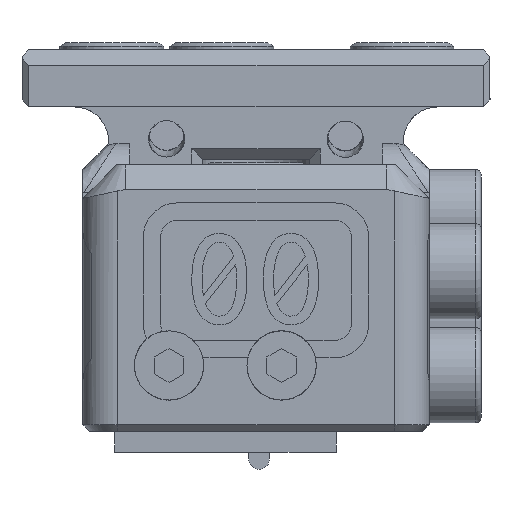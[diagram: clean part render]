
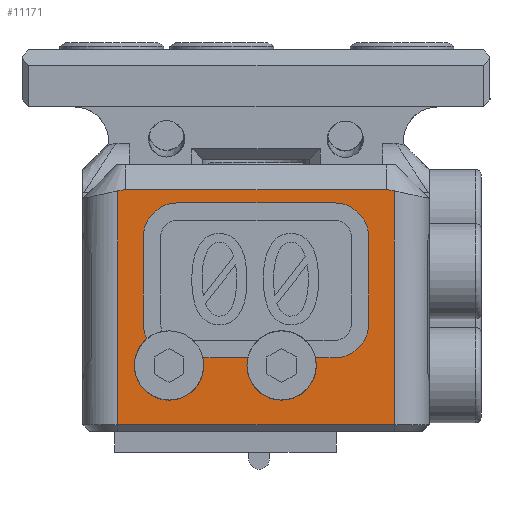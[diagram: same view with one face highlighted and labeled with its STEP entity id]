
A CAD part, front view. The second image highlights one B-rep face of the part: STEP entity #11171.
In plain terms, the highlighted face is planar.
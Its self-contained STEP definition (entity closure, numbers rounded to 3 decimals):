
#103=B_SPLINE_CURVE_WITH_KNOTS('',3,(#16408,#16409,#16410,#16411),
 .UNSPECIFIED.,.F.,.F.,(4,4),(0.,0.),.UNSPECIFIED.);
#104=B_SPLINE_CURVE_WITH_KNOTS('',3,(#16423,#16424,#16425,#16426),
 .UNSPECIFIED.,.F.,.F.,(4,4),(0.,0.),.UNSPECIFIED.);
#572=CIRCLE('',#11862,2.);
#579=CIRCLE('',#11872,2.);
#593=CIRCLE('',#11900,2.);
#594=CIRCLE('',#11903,2.);
#595=CIRCLE('',#11906,2.);
#596=CIRCLE('',#11909,2.);
#2477=ORIENTED_EDGE('',*,*,#4466,.F.);
#2478=ORIENTED_EDGE('',*,*,#4577,.F.);
#2479=ORIENTED_EDGE('',*,*,#4579,.F.);
#2480=ORIENTED_EDGE('',*,*,#4581,.F.);
#2481=ORIENTED_EDGE('',*,*,#4583,.T.);
#2482=ORIENTED_EDGE('',*,*,#4585,.F.);
#2483=ORIENTED_EDGE('',*,*,#4587,.T.);
#2484=ORIENTED_EDGE('',*,*,#4590,.F.);
#2485=ORIENTED_EDGE('',*,*,#4933,.F.);
#2486=ORIENTED_EDGE('',*,*,#4477,.F.);
#2487=ORIENTED_EDGE('',*,*,#4576,.F.);
#2488=ORIENTED_EDGE('',*,*,#4569,.T.);
#2489=ORIENTED_EDGE('',*,*,#4432,.T.);
#2490=ORIENTED_EDGE('',*,*,#4566,.T.);
#2491=ORIENTED_EDGE('',*,*,#4493,.T.);
#2492=ORIENTED_EDGE('',*,*,#4490,.T.);
#2493=ORIENTED_EDGE('',*,*,#4487,.F.);
#4432=EDGE_CURVE('',#5922,#5921,#6986,.T.);
#4466=EDGE_CURVE('',#5947,#5948,#572,.T.);
#4477=EDGE_CURVE('',#5958,#5959,#579,.T.);
#4487=EDGE_CURVE('',#5967,#5965,#103,.T.);
#4490=EDGE_CURVE('',#5968,#5965,#7016,.T.);
#4493=EDGE_CURVE('',#5972,#5968,#104,.T.);
#4566=EDGE_CURVE('',#5921,#5972,#7033,.T.);
#4569=EDGE_CURVE('',#5967,#5922,#7036,.T.);
#4576=EDGE_CURVE('',#5948,#5958,#7041,.T.);
#4577=EDGE_CURVE('',#6045,#5947,#593,.T.);
#4579=EDGE_CURVE('',#6046,#6045,#7043,.T.);
#4581=EDGE_CURVE('',#6047,#6046,#594,.T.);
#4583=EDGE_CURVE('',#6047,#6048,#7046,.T.);
#4585=EDGE_CURVE('',#6049,#6048,#595,.T.);
#4587=EDGE_CURVE('',#6049,#6050,#7049,.T.);
#4590=EDGE_CURVE('',#6051,#6050,#596,.T.);
#4933=EDGE_CURVE('',#5959,#6051,#7275,.T.);
#5921=VERTEX_POINT('',#16275);
#5922=VERTEX_POINT('',#16277);
#5947=VERTEX_POINT('',#16357);
#5948=VERTEX_POINT('',#16359);
#5958=VERTEX_POINT('',#16382);
#5959=VERTEX_POINT('',#16384);
#5965=VERTEX_POINT('',#16399);
#5967=VERTEX_POINT('',#16407);
#5968=VERTEX_POINT('',#16414);
#5972=VERTEX_POINT('',#16427);
#6045=VERTEX_POINT('',#16688);
#6046=VERTEX_POINT('',#16692);
#6047=VERTEX_POINT('',#16696);
#6048=VERTEX_POINT('',#16700);
#6049=VERTEX_POINT('',#16704);
#6050=VERTEX_POINT('',#16708);
#6051=VERTEX_POINT('',#16712);
#6986=LINE('',#16276,#8088);
#7016=LINE('',#16417,#8118);
#7033=LINE('',#16669,#8135);
#7036=LINE('',#16673,#8138);
#7041=LINE('',#16685,#8143);
#7043=LINE('',#16691,#8145);
#7046=LINE('',#16699,#8148);
#7049=LINE('',#16707,#8151);
#7275=LINE('',#17846,#8377);
#8088=VECTOR('',#13277,1000.);
#8118=VECTOR('',#13385,1000.);
#8135=VECTOR('',#13436,1000.);
#8138=VECTOR('',#13441,1000.);
#8143=VECTOR('',#13452,1000.);
#8145=VECTOR('',#13460,1000.);
#8148=VECTOR('',#13469,1000.);
#8151=VECTOR('',#13478,1000.);
#8377=VECTOR('',#14058,1000.);
#9331=EDGE_LOOP('',(#2477,#2478,#2479,#2480,#2481,#2482,#2483,#2484,#2485,
#2486,#2487));
#9332=EDGE_LOOP('',(#2488,#2489,#2490,#2491,#2492,#2493));
#10088=FACE_BOUND('',#9331,.T.);
#10089=FACE_BOUND('',#9332,.T.);
#10625=PLANE('',#12084);
#11171=ADVANCED_FACE('',(#10088,#10089),#10625,.F.);
#11862=AXIS2_PLACEMENT_3D('',#16358,#13341,#13342);
#11872=AXIS2_PLACEMENT_3D('',#16383,#13365,#13366);
#11900=AXIS2_PLACEMENT_3D('',#16687,#13455,#13456);
#11903=AXIS2_PLACEMENT_3D('',#16695,#13464,#13465);
#11906=AXIS2_PLACEMENT_3D('',#16703,#13473,#13474);
#11909=AXIS2_PLACEMENT_3D('',#16713,#13483,#13484);
#12084=AXIS2_PLACEMENT_3D('',#17845,#14056,#14057);
#13277=DIRECTION('',(-1.,0.,0.));
#13341=DIRECTION('',(0.,1.,0.));
#13342=DIRECTION('',(0.,0.,-1.));
#13365=DIRECTION('',(0.,1.,0.));
#13366=DIRECTION('',(0.,0.,-1.));
#13385=DIRECTION('',(1.,0.,0.));
#13436=DIRECTION('',(0.,0.,1.));
#13441=DIRECTION('',(0.,0.,-1.));
#13452=DIRECTION('',(-1.,0.,0.));
#13455=DIRECTION('',(0.,1.,0.));
#13456=DIRECTION('',(-1.,0.,0.));
#13460=DIRECTION('',(0.,0.,-1.));
#13464=DIRECTION('',(0.,1.,0.));
#13465=DIRECTION('',(-1.,0.,0.));
#13469=DIRECTION('',(-1.,0.,0.));
#13473=DIRECTION('',(0.,1.,0.));
#13474=DIRECTION('',(-1.,0.,0.));
#13478=DIRECTION('',(0.,0.,-1.));
#13483=DIRECTION('',(0.,1.,0.));
#13484=DIRECTION('',(-1.,0.,0.));
#14056=DIRECTION('',(0.,-1.,0.));
#14057=DIRECTION('',(1.,0.,0.));
#14058=DIRECTION('',(-1.,0.,0.));
#16275=CARTESIAN_POINT('',(16.899,7.844,0.4));
#16276=CARTESIAN_POINT('',(16.882,7.844,0.4));
#16277=CARTESIAN_POINT('',(32.899,7.844,0.4));
#16357=CARTESIAN_POINT('',(31.201,7.844,5.348));
#16358=CARTESIAN_POINT('',(29.92,7.844,3.812));
#16359=CARTESIAN_POINT('',(27.969,7.844,4.25));
#16382=CARTESIAN_POINT('',(25.371,7.844,4.25));
#16383=CARTESIAN_POINT('',(23.42,7.844,3.812));
#16384=CARTESIAN_POINT('',(21.469,7.844,4.25));
#16399=CARTESIAN_POINT('',(32.416,7.844,13.956));
#16407=CARTESIAN_POINT('',(32.899,7.844,13.899));
#16408=CARTESIAN_POINT('',(32.899,7.844,13.899));
#16409=CARTESIAN_POINT('',(32.74,7.844,13.936));
#16410=CARTESIAN_POINT('',(32.579,7.844,13.956));
#16411=CARTESIAN_POINT('',(32.416,7.844,13.956));
#16414=CARTESIAN_POINT('',(17.382,7.844,13.956));
#16417=CARTESIAN_POINT('',(32.416,7.844,13.956));
#16423=CARTESIAN_POINT('',(16.899,7.844,13.899));
#16424=CARTESIAN_POINT('',(17.057,7.844,13.936));
#16425=CARTESIAN_POINT('',(17.218,7.844,13.956));
#16426=CARTESIAN_POINT('',(17.382,7.844,13.956));
#16427=CARTESIAN_POINT('',(16.899,7.844,13.899));
#16669=CARTESIAN_POINT('',(16.899,7.844,14.956));
#16673=CARTESIAN_POINT('',(32.899,7.844,0.));
#16685=CARTESIAN_POINT('',(24.899,7.844,4.25));
#16687=CARTESIAN_POINT('',(29.416,7.844,6.25));
#16688=CARTESIAN_POINT('',(31.416,7.844,6.25));
#16691=CARTESIAN_POINT('',(31.416,7.844,8.728));
#16692=CARTESIAN_POINT('',(31.416,7.844,11.206));
#16695=CARTESIAN_POINT('',(29.416,7.844,11.206));
#16696=CARTESIAN_POINT('',(29.416,7.844,13.206));
#16699=CARTESIAN_POINT('',(24.899,7.844,13.206));
#16700=CARTESIAN_POINT('',(20.382,7.844,13.206));
#16703=CARTESIAN_POINT('',(20.382,7.844,11.206));
#16704=CARTESIAN_POINT('',(18.382,7.844,11.206));
#16707=CARTESIAN_POINT('',(18.382,7.844,8.728));
#16708=CARTESIAN_POINT('',(18.382,7.844,6.25));
#16712=CARTESIAN_POINT('',(20.382,7.844,4.25));
#16713=CARTESIAN_POINT('',(20.382,7.844,6.25));
#17845=CARTESIAN_POINT('',(24.871,7.844,5.846));
#17846=CARTESIAN_POINT('',(24.899,7.844,4.25));
